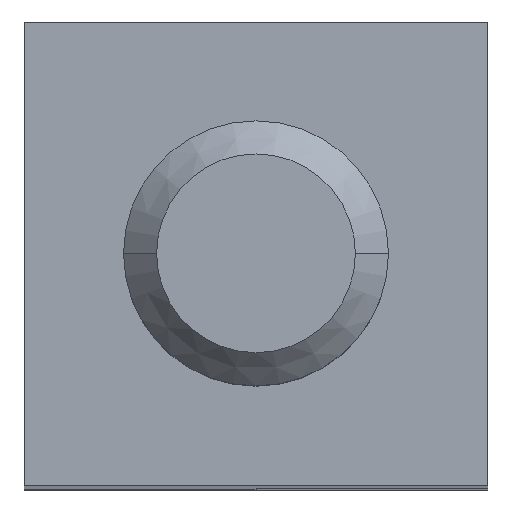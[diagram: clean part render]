
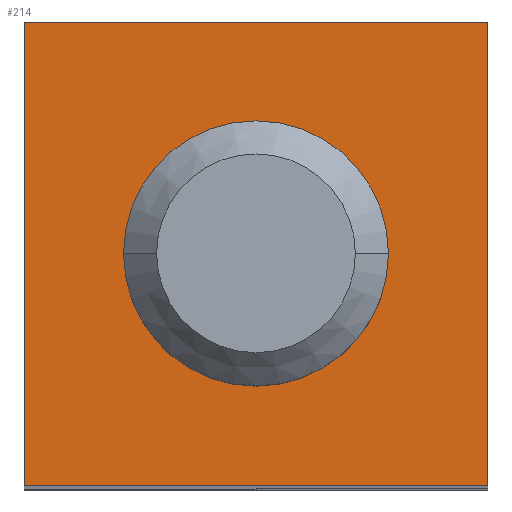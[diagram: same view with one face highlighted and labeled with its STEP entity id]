
A CAD part, top view. The second image highlights one B-rep face of the part: STEP entity #214.
In plain terms, the highlighted planar face has unit normal (0, 0, 1).
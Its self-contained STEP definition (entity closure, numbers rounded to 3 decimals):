
#1 = VECTOR ( 'NONE', #1664, 1000. ) ;
#136 = CARTESIAN_POINT ( 'NONE',  ( -7., 7., 59. ) ) ;
#170 = VECTOR ( 'NONE', #534, 1000. ) ;
#195 = LINE ( 'NONE', #1104, #1 ) ;
#214 = ADVANCED_FACE ( 'NONE', ( #998, #2178 ), #2088, .T. ) ;
#311 = VERTEX_POINT ( 'NONE', #136 ) ;
#343 = CARTESIAN_POINT ( 'NONE',  ( -7., -7., 59. ) ) ;
#364 = ORIENTED_EDGE ( 'NONE', *, *, #1870, .T. ) ;
#389 = CARTESIAN_POINT ( 'NONE',  ( 0., 0., 59. ) ) ;
#402 = EDGE_CURVE ( 'NONE', #1273, #791, #516, .T. ) ;
#430 = VERTEX_POINT ( 'NONE', #343 ) ;
#497 = VERTEX_POINT ( 'NONE', #511 ) ;
#511 = CARTESIAN_POINT ( 'NONE',  ( -3.2, 0., 59. ) ) ;
#516 = LINE ( 'NONE', #1628, #170 ) ;
#534 = DIRECTION ( 'NONE',  ( 0., 1., 0. ) ) ;
#575 = CARTESIAN_POINT ( 'NONE',  ( 3.2, 0., 59. ) ) ;
#611 = DIRECTION ( 'NONE',  ( -1., 0., 0. ) ) ;
#613 = EDGE_CURVE ( 'NONE', #791, #311, #1509, .T. ) ;
#640 = VECTOR ( 'NONE', #1021, 1000. ) ;
#685 = CIRCLE ( 'NONE', #1609, 3.2 ) ;
#791 = VERTEX_POINT ( 'NONE', #1044 ) ;
#798 = EDGE_LOOP ( 'NONE', ( #364, #2238 ) ) ;
#930 = DIRECTION ( 'NONE',  ( -1., 0., 0. ) ) ;
#998 = FACE_BOUND ( 'NONE', #798, .T. ) ;
#1021 = DIRECTION ( 'NONE',  ( -1., 0., 0. ) ) ;
#1029 = LINE ( 'NONE', #1770, #2076 ) ;
#1044 = CARTESIAN_POINT ( 'NONE',  ( 7., 7., 59. ) ) ;
#1083 = CARTESIAN_POINT ( 'NONE',  ( 7., -7., 59. ) ) ;
#1104 = CARTESIAN_POINT ( 'NONE',  ( -7., -7., 59. ) ) ;
#1273 = VERTEX_POINT ( 'NONE', #1083 ) ;
#1317 = EDGE_CURVE ( 'NONE', #430, #1273, #195, .T. ) ;
#1415 = CIRCLE ( 'NONE', #1453, 3.2 ) ;
#1453 = AXIS2_PLACEMENT_3D ( 'NONE', #389, #2040, #930 ) ;
#1509 = LINE ( 'NONE', #1876, #640 ) ;
#1520 = AXIS2_PLACEMENT_3D ( 'NONE', #1547, #2289, #1746 ) ;
#1547 = CARTESIAN_POINT ( 'NONE',  ( 7., 0., 59. ) ) ;
#1609 = AXIS2_PLACEMENT_3D ( 'NONE', #1892, #1915, #611 ) ;
#1628 = CARTESIAN_POINT ( 'NONE',  ( 7., -7., 59. ) ) ;
#1642 = EDGE_CURVE ( 'NONE', #311, #430, #1029, .T. ) ;
#1664 = DIRECTION ( 'NONE',  ( 1., 0., 0. ) ) ;
#1746 = DIRECTION ( 'NONE',  ( 1., 0., 0. ) ) ;
#1770 = CARTESIAN_POINT ( 'NONE',  ( -7., -7., 59. ) ) ;
#1837 = ORIENTED_EDGE ( 'NONE', *, *, #402, .T. ) ;
#1870 = EDGE_CURVE ( 'NONE', #497, #2273, #1415, .T. ) ;
#1876 = CARTESIAN_POINT ( 'NONE',  ( -7., 7., 59. ) ) ;
#1892 = CARTESIAN_POINT ( 'NONE',  ( 0., 0., 59. ) ) ;
#1915 = DIRECTION ( 'NONE',  ( 0., 0., -1. ) ) ;
#1944 = ORIENTED_EDGE ( 'NONE', *, *, #1642, .T. ) ;
#1947 = EDGE_CURVE ( 'NONE', #2273, #497, #685, .T. ) ;
#2040 = DIRECTION ( 'NONE',  ( 0., 0., -1. ) ) ;
#2076 = VECTOR ( 'NONE', #2152, 1000. ) ;
#2078 = ORIENTED_EDGE ( 'NONE', *, *, #613, .T. ) ;
#2088 = PLANE ( 'NONE',  #1520 ) ;
#2100 = ORIENTED_EDGE ( 'NONE', *, *, #1317, .T. ) ;
#2152 = DIRECTION ( 'NONE',  ( 0., -1., 0. ) ) ;
#2178 = FACE_OUTER_BOUND ( 'NONE', #2372, .T. ) ;
#2238 = ORIENTED_EDGE ( 'NONE', *, *, #1947, .T. ) ;
#2273 = VERTEX_POINT ( 'NONE', #575 ) ;
#2289 = DIRECTION ( 'NONE',  ( 0., 0., 1. ) ) ;
#2372 = EDGE_LOOP ( 'NONE', ( #1837, #2078, #1944, #2100 ) ) ;
